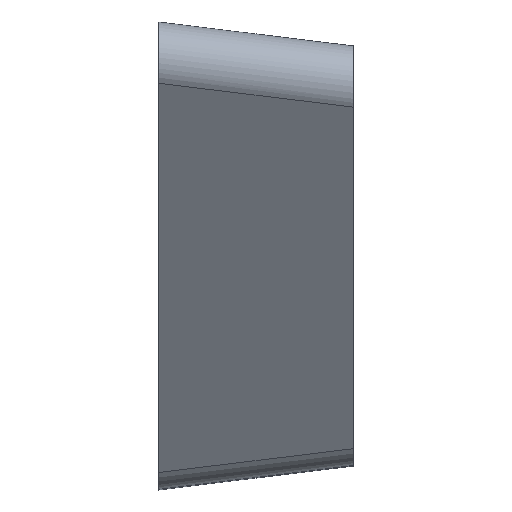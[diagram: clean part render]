
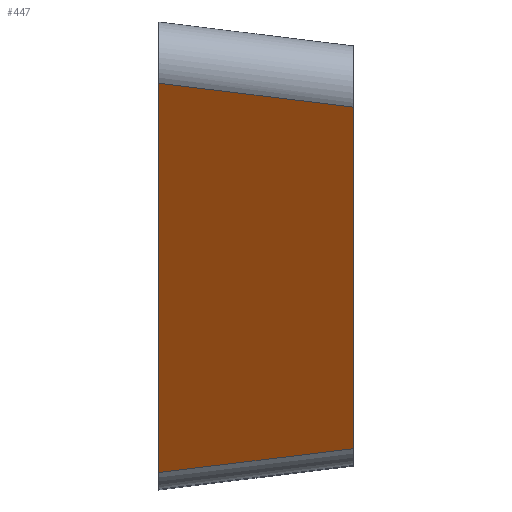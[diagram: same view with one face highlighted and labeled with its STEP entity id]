
A CAD part, top view. The second image highlights one B-rep face of the part: STEP entity #447.
In plain terms, the highlighted planar face has unit normal (0.122, -0.569, 0.813).
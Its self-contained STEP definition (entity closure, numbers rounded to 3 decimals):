
#46=CARTESIAN_POINT('',(0.,8.271,17.413));
#59=DIRECTION('',(0.,-0.819,-0.574));
#60=VECTOR('',#59,9.683);
#61=CARTESIAN_POINT('',(0.,8.271,17.413));
#62=LINE('',#61,#60);
#70=CARTESIAN_POINT('',(0.,0.339,11.859));
#119=DIRECTION('',(-0.991,-0.122,0.063));
#120=VECTOR('',#119,4.008);
#121=CARTESIAN_POINT('',(3.97,0.826,11.605));
#122=LINE('',#121,#120);
#126=DIRECTION('',(-0.966,0.119,0.228));
#127=VECTOR('',#126,4.108);
#128=CARTESIAN_POINT('',(3.97,7.783,16.476));
#129=LINE('',#128,#127);
#133=DIRECTION('',(0.,0.819,0.574));
#134=VECTOR('',#133,8.493);
#135=CARTESIAN_POINT('',(3.97,0.826,11.605));
#136=LINE('',#135,#134);
#198=CARTESIAN_POINT('',(3.97,7.783,16.476));
#340=VERTEX_POINT('',#70);
#341=CARTESIAN_POINT('',(3.97,0.826,11.605));
#342=VERTEX_POINT('',#341);
#344=VERTEX_POINT('',#46);
#348=VERTEX_POINT('',#198);
#434=CARTESIAN_POINT('',(0.,0.,11.622));
#435=DIRECTION('',(0.122,-0.569,0.813));
#436=DIRECTION('',(0.,-0.819,-0.574));
#437=AXIS2_PLACEMENT_3D('',#434,#435,#436);
#438=PLANE('',#437);
#439=ORIENTED_EDGE('',*,*,#426,.T.);
#440=ORIENTED_EDGE('',*,*,#369,.F.);
#442=ORIENTED_EDGE('',*,*,#441,.F.);
#444=ORIENTED_EDGE('',*,*,#443,.F.);
#445=EDGE_LOOP('',(#439,#440,#442,#444));
#446=FACE_OUTER_BOUND('',#445,.F.);
#369=EDGE_CURVE('',#344,#340,#62,.T.);
#426=EDGE_CURVE('',#342,#340,#122,.T.);
#441=EDGE_CURVE('',#348,#344,#129,.T.);
#443=EDGE_CURVE('',#342,#348,#136,.T.);
#447=ADVANCED_FACE('',(#446),#438,.T.);
